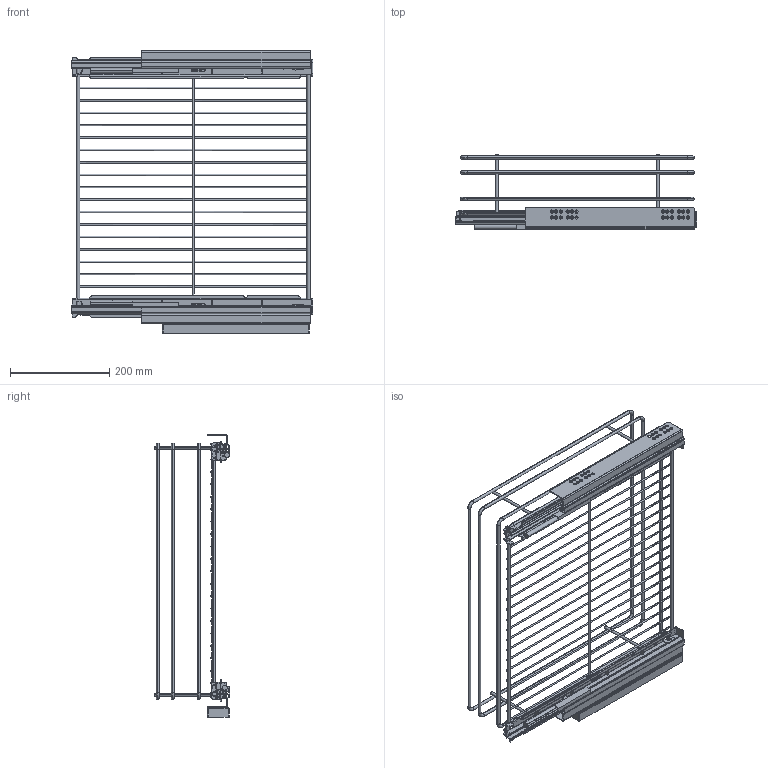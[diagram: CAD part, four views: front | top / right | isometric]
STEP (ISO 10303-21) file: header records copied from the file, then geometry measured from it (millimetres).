
FILE_DESCRIPTION (( 'STEP AP214' ), '1' );
FILE_NAME ('387280.02 - BANDEJA MULTIUSO 600F 151H.STEP', '2022-11-15T20:43:02', ( '' ), ( '' ), 'SwSTEP 2.0', 'SolidWorks 2018', '' );
FILE_SCHEMA (( 'AUTOMOTIVE_DESIGN' ));
Length unit declared in the file: millimetre
Products named in the file (18): MEDIO QUADRO 480 EB20 IZQDA_M^Copia de QUADRO V6 480 EB20 SS IZQDA_M_Ensamblaje94_387280.02 - BANDEJA MULTIUSO  600F 151H; piston DERECHA^QUADRO V6 480 EB20 SS DCHA_387280.02 - BANDEJA MULTIUSO  600F 151H; BOTELLERO FUNDA DCHA^387280.02 - BANDEJA MULTIUSO  600F 151H; Copia de QUADRO V6 480 EB20 SS IZQDA_M^Ensamblaje94_387280.02 - BANDEJA MULTIUSO  600F 151H; FUNDA QUADRO 480 EB20 DCHA^QUADRO V6 480 EB20 SS DCHA_387280.02 - BANDEJA MULTIUSO  600F 151H; 387280.02 - BANDEJA MULTIUSO  600F 151H; Ensamblaje94^387280.02 - BANDEJA MULTIUSO  600F 151H; MEDIO QUADRO 480 EB20 DCHA^QUADRO V6 480 EB20 SS DCHA_387280.02 - BANDEJA MULTIUSO  600F 151H; Copia de BOTELLERO FUNDA IZQDA_MIR^Ensamblaje94_387280.02 - BANDEJA MULTIUSO  600F 151H; CM80440^387280.02 - BANDEJA MULTIUSO  600F 151H; CENTRO GUIA CUADRO^Copia de QUADRO V6 480 EB20 SS IZQDA_M_Ensamblaje94_387280.02 - BANDEJA MULTIUSO  600F 151H; FUNDA QUADRO 480 EB20 IZQDA_M^Copia de QUADRO V6 480 EB20 SS IZQDA_M_Ensamblaje94_387280.02 - BANDEJA MULTIUSO  600F 151H; SALVABISAGRAS 19^387280.02 - BANDEJA MULTIUSO  600F 151H; QUADRO V6 480 EB20 SS DCHA^387280.02 - BANDEJA MULTIUSO  600F 151H; CENTRO GUIA CUADRO^QUADRO V6 480 EB20 SS DCHA_387280.02 - BANDEJA MULTIUSO  600F 151H; CLIP SUPERIOR^387280.02 - BANDEJA MULTIUSO  600F 151H; piston DERECHA^Copia de QUADRO V6 480 EB20 SS IZQDA_M_Ensamblaje94_387280.02 - BANDEJA MULTIUSO  600F 151H; Copia de CLIP SUPERIOR^Ensamblaje94_387280.02 - BANDEJA MULTIUSO  600F 151H
Assembly tree (17 placements, depth 4):
  387280.02 - BANDEJA MULTIUSO  600F 151H
    Ensamblaje94^387280.02 - BANDEJA MULTIUSO  600F 151H
      Copia de QUADRO V6 480 EB20 SS IZQDA_M^Ensamblaje94_387280.02 - BANDEJA MULTIUSO  600F 151H
        FUNDA QUADRO 480 EB20 IZQDA_M^Copia de QUADRO V6 480 EB20 SS IZQDA_M_Ensamblaje94_387280.02 - BANDEJA MULTIUSO  600F 151H
        MEDIO QUADRO 480 EB20 IZQDA_M^Copia de QUADRO V6 480 EB20 SS IZQDA_M_Ensamblaje94_387280.02 - BANDEJA MULTIUSO  600F 151H
        CENTRO GUIA CUADRO^Copia de QUADRO V6 480 EB20 SS IZQDA_M_Ensamblaje94_387280.02 - BANDEJA MULTIUSO  600F 151H
        piston DERECHA^Copia de QUADRO V6 480 EB20 SS IZQDA_M_Ensamblaje94_387280.02 - BANDEJA MULTIUSO  600F 151H
      Copia de CLIP SUPERIOR^Ensamblaje94_387280.02 - BANDEJA MULTIUSO  600F 151H
      Copia de BOTELLERO FUNDA IZQDA_MIR^Ensamblaje94_387280.02 - BANDEJA MULTIUSO  600F 151H
    QUADRO V6 480 EB20 SS DCHA^387280.02 - BANDEJA MULTIUSO  600F 151H
      FUNDA QUADRO 480 EB20 DCHA^QUADRO V6 480 EB20 SS DCHA_387280.02 - BANDEJA MULTIUSO  600F 151H
      MEDIO QUADRO 480 EB20 DCHA^QUADRO V6 480 EB20 SS DCHA_387280.02 - BANDEJA MULTIUSO  600F 151H
      CENTRO GUIA CUADRO^QUADRO V6 480 EB20 SS DCHA_387280.02 - BANDEJA MULTIUSO  600F 151H
      piston DERECHA^QUADRO V6 480 EB20 SS DCHA_387280.02 - BANDEJA MULTIUSO  600F 151H
    SALVABISAGRAS 19^387280.02 - BANDEJA MULTIUSO  600F 151H
    CLIP SUPERIOR^387280.02 - BANDEJA MULTIUSO  600F 151H
    BOTELLERO FUNDA DCHA^387280.02 - BANDEJA MULTIUSO  600F 151H
    CM80440^387280.02 - BANDEJA MULTIUSO  600F 151H
Bounding box: 486 x 151.55 x 568 mm (x, y, z)
Volume: 759919 mm3; surface area: 718408.2 mm2
Topology: 22 solids, 22 shells, 1632 faces, 4346 edges, 2788 vertices
Faces by surface type: cylinder 740, plane 688, torus 90, bspline 54, sphere 32, cone 28
Entity records: 55685 total; most frequent: CARTESIAN_POINT 13478, DIRECTION 8650, ORIENTED_EDGE 8580, EDGE_CURVE 4290, AXIS2_PLACEMENT_3D 3169, VERTEX_POINT 2772, LINE 2312, VECTOR 2312
